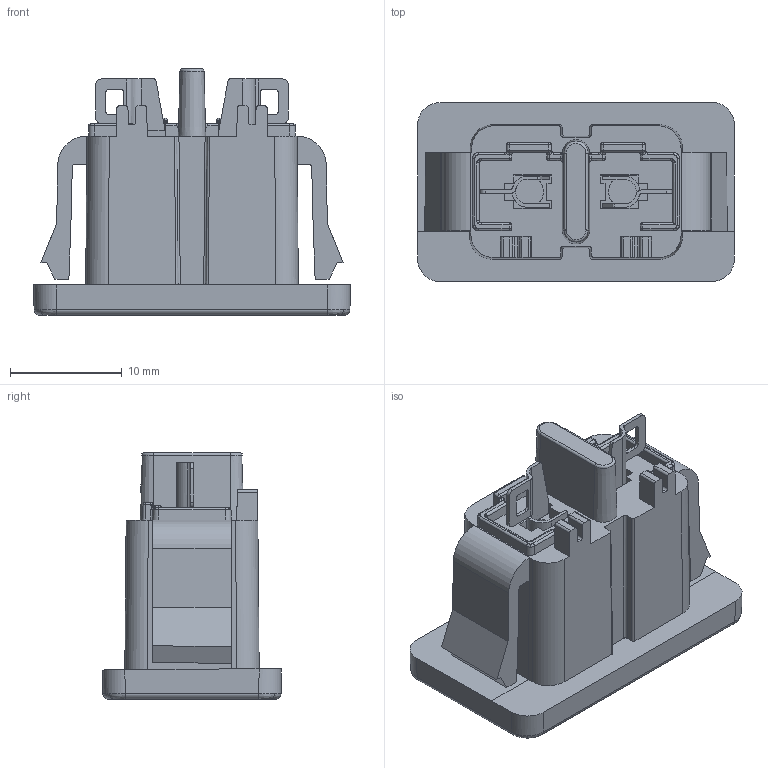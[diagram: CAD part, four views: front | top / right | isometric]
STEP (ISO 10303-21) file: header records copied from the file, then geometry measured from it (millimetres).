
FILE_DESCRIPTION (( 'STEP AP214' ), '1' );
FILE_NAME ('E_2750-1110_03.STEP', '2017-07-05T06:40:59', ( '' ), ( '' ), 'SwSTEP 2.0', 'SolidWorks 2012', '' );
FILE_SCHEMA (( 'AUTOMOTIVE_DESIGN' ));
Length unit declared in the file: millimetre
Products named in the file (1): E_2750-1110_03
Bounding box: 28.3 x 16 x 22 mm (x, y, z)
Volume: 3058.9 mm3; surface area: 3874.7 mm2
Topology: 1 solids, 1 shells, 494 faces, 1307 edges, 816 vertices
Faces by surface type: plane 199, cylinder 163, bspline 105, cone 15, torus 6, sphere 6
Entity records: 23649 total; most frequent: CARTESIAN_POINT 6943, ORIENTED_EDGE 2592, DIRECTION 2039, EDGE_CURVE 1296, VERTEX_POINT 816, LINE 703, VECTOR 703, AXIS2_PLACEMENT_3D 668
